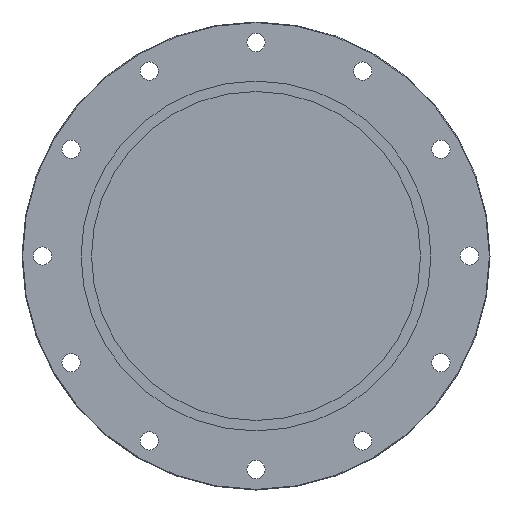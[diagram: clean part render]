
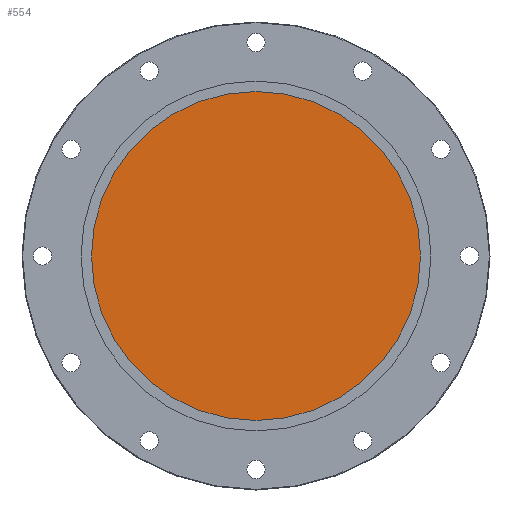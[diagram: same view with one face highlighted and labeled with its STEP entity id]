
A CAD part, left-side view. The second image highlights one B-rep face of the part: STEP entity #554.
In plain terms, the highlighted planar face has unit normal (-1, 0, 0).
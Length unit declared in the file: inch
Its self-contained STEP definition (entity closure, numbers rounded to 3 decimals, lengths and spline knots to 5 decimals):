
#54 = CIRCLE ( 'NONE', #781, 3.943 ) ;
#104 = DIRECTION ( 'NONE',  ( 1., 0., 0. ) ) ;
#139 = CARTESIAN_POINT ( 'NONE',  ( 0., 0., 0. ) ) ;
#161 = AXIS2_PLACEMENT_3D ( 'NONE', #389, #104, #800 ) ;
#172 = ORIENTED_EDGE ( 'NONE', *, *, #295, .T. ) ;
#193 = CARTESIAN_POINT ( 'NONE',  ( 0., -3.943, 0. ) ) ;
#224 = AXIS2_PLACEMENT_3D ( 'NONE', #793, #786, #1115 ) ;
#243 = EDGE_LOOP ( 'NONE', ( #398, #172 ) ) ;
#295 = EDGE_CURVE ( 'NONE', #567, #1034, #54, .T. ) ;
#389 = CARTESIAN_POINT ( 'NONE',  ( 0., 0., 0. ) ) ;
#398 = ORIENTED_EDGE ( 'NONE', *, *, #587, .T. ) ;
#486 = CIRCLE ( 'NONE', #224, 3.943 ) ;
#520 = DIRECTION ( 'NONE',  ( 0., -1., 0. ) ) ;
#554 = ADVANCED_FACE ( 'NONE', ( #960 ), #991, .F. ) ;
#567 = VERTEX_POINT ( 'NONE', #983 ) ;
#587 = EDGE_CURVE ( 'NONE', #1034, #567, #486, .T. ) ;
#739 = DIRECTION ( 'NONE',  ( -1., 0., 0. ) ) ;
#781 = AXIS2_PLACEMENT_3D ( 'NONE', #139, #739, #520 ) ;
#786 = DIRECTION ( 'NONE',  ( -1., 0., 0. ) ) ;
#793 = CARTESIAN_POINT ( 'NONE',  ( 0., 0., 0. ) ) ;
#800 = DIRECTION ( 'NONE',  ( 0., 1., 0. ) ) ;
#960 = FACE_OUTER_BOUND ( 'NONE', #243, .T. ) ;
#983 = CARTESIAN_POINT ( 'NONE',  ( 0., 3.943, 0. ) ) ;
#991 = PLANE ( 'NONE',  #161 ) ;
#1034 = VERTEX_POINT ( 'NONE', #193 ) ;
#1115 = DIRECTION ( 'NONE',  ( 0., -1., 0. ) ) ;
